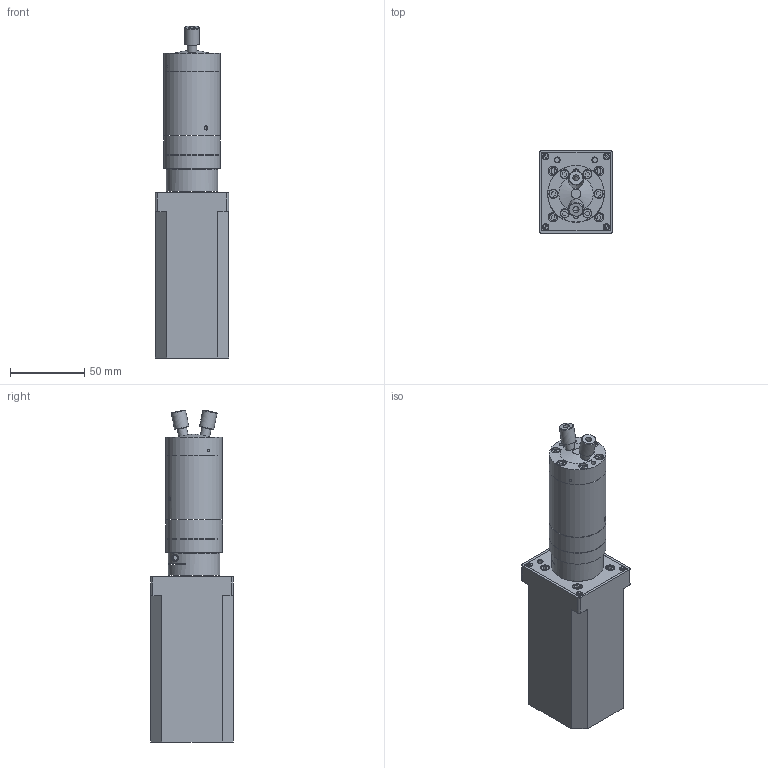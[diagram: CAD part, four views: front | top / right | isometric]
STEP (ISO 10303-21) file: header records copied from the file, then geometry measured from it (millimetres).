
FILE_DESCRIPTION((''),'2;1');
FILE_NAME('312423-CP3-8182-625M2 M50 Pump with stepper motor.stp','2013-08-26T16:26:28',('Franzp'),(''),'Autodesk Inventor 2013','Autodesk Inventor 2013','');
FILE_SCHEMA(('AUTOMOTIVE_DESIGN { 1 0 10303 214 1 1 1 1 }'));
Length unit declared in the file: millimetre
Products named in the file (1): 312423_Shrinkwrap_1
Bounding box: 49.17 x 55.52 x 223.22 mm (x, y, z)
Surface area: 59156.7 mm2 (no closed solid volume)
Topology: 0 solids, 41 shells, 176 faces, 656 edges, 514 vertices
Faces by surface type: plane 120, cylinder 48, cone 8
Full cylindrical faces by diameter (mm): 1.575 x1, 2.156 x2, 2.95 x2, 3.22 x2, 3.302 x2, 3.33 x2, 3.51 x1, 4.166 x1, 4.6 x2, 5.78 x1, 5.94 x1, 6.15 x6, 6.35 x6, 9.78 x2, 16.256 x1, 19.05 x1, 19.075 x1, 34.671 x1, 38.05 x1, 38.1 x3
Entity records: 7399 total; most frequent: CARTESIAN_POINT 1600, DIRECTION 1088, ORIENTED_EDGE 844, EDGE_CURVE 592, VERTEX_POINT 497, VECTOR 414, LINE 414, AXIS2_PLACEMENT_3D 337
